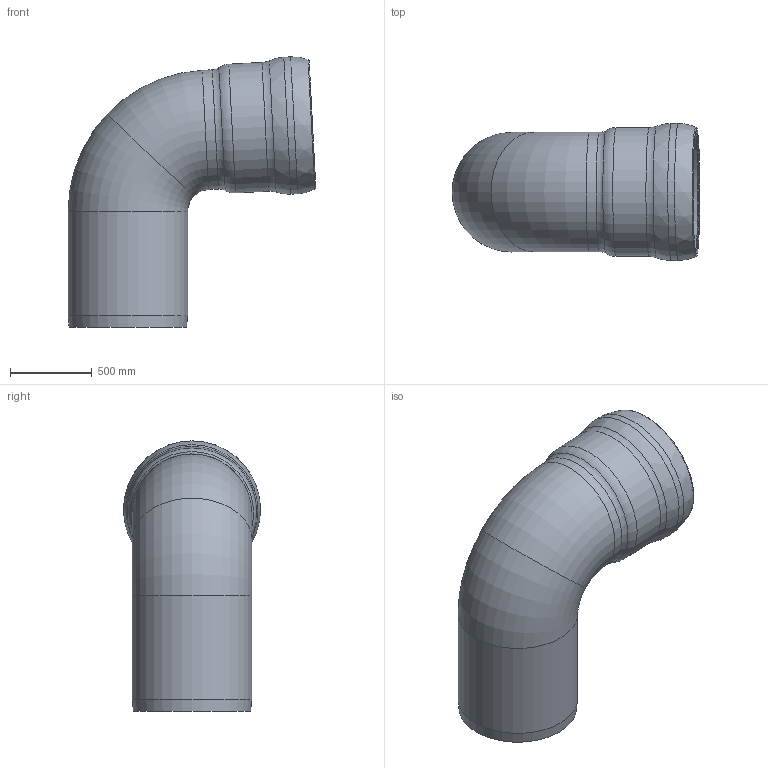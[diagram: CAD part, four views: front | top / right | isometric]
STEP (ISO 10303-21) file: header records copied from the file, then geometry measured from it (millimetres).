
FILE_DESCRIPTION(/* description */ (''),/* implementation_level */ '2;1');
FILE_NAME(/* name */ '5.350.070C_3D.stp',/* time_stamp */ '2024-12-11T11:53:22+01:00',/* author */ ('CAD'),/* organization */ (''),/* preprocessor_version */ 'ST-DEVELOPER v20',/* originating_system */ 'AutoCAD Mechanical',/* authorisation */ '');
FILE_SCHEMA (('AUTOMOTIVE_DESIGN { 1 0 10303 214 3 1 1 }'));
Length unit declared in the file: centimetre
Products named in the file (1): Product
Bounding box: 1514 x 838 x 1651.71 mm (x, y, z)
Volume: 59207647.3 mm3; surface area: 9977964.1 mm2
Topology: 2 solids, 2 shells, 30 faces, 76 edges, 51 vertices
Faces by surface type: torus 10, cylinder 8, cone 6, bspline 4, plane 2
Full cylindrical faces by diameter (mm): 706 x2, 730 x2, 764 x1, 788 x1, 814 x1, 838 x1
Entity records: 1069 total; most frequent: CARTESIAN_POINT 262, DIRECTION 190, ORIENTED_EDGE 146, AXIS2_PLACEMENT_3D 87, EDGE_CURVE 73, CIRCLE 60, VERTEX_POINT 45, EDGE_LOOP 32
